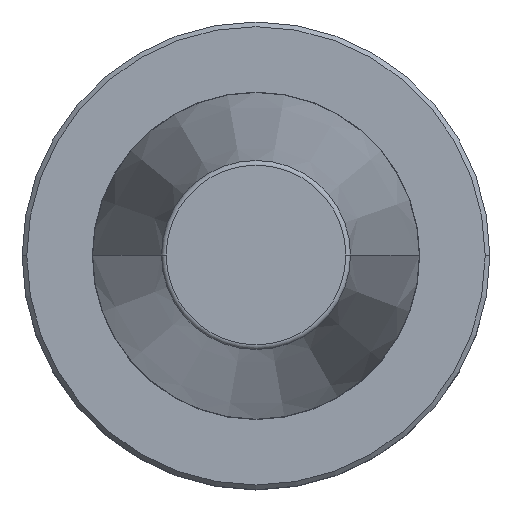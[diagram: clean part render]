
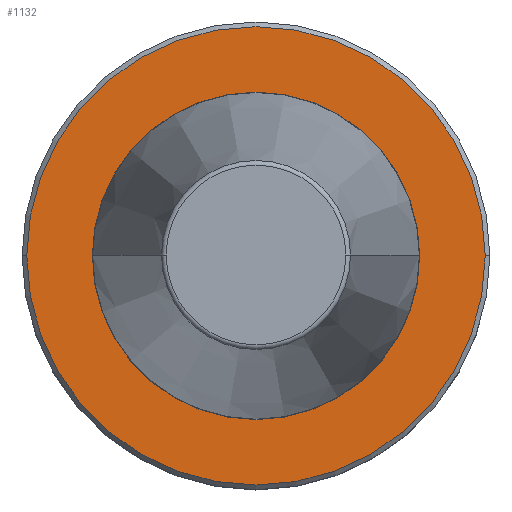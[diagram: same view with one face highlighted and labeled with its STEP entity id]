
A CAD part, top view. The second image highlights one B-rep face of the part: STEP entity #1132.
In plain terms, the highlighted planar face has unit normal (0, 0, 1).
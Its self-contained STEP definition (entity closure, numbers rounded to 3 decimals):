
#75 = VERTEX_POINT ( 'NONE', #1046 ) ;
#80 = AXIS2_PLACEMENT_3D ( 'NONE', #660, #205, #1010 ) ;
#122 = ORIENTED_EDGE ( 'NONE', *, *, #963, .F. ) ;
#131 = ORIENTED_EDGE ( 'NONE', *, *, #1245, .T. ) ;
#157 = AXIS2_PLACEMENT_3D ( 'NONE', #850, #847, #518 ) ;
#173 = DIRECTION ( 'NONE',  ( 1., 0., 0. ) ) ;
#205 = DIRECTION ( 'NONE',  ( 0., 0., 1. ) ) ;
#208 = CARTESIAN_POINT ( 'NONE',  ( 0., 0., -3. ) ) ;
#236 = FACE_BOUND ( 'NONE', #445, .T. ) ;
#279 = EDGE_CURVE ( 'NONE', #75, #1333, #961, .T. ) ;
#404 = DIRECTION ( 'NONE',  ( 1., 0., 0. ) ) ;
#425 = EDGE_CURVE ( 'NONE', #460, #468, #774, .T. ) ;
#445 = EDGE_LOOP ( 'NONE', ( #122, #596 ) ) ;
#451 = AXIS2_PLACEMENT_3D ( 'NONE', #609, #1043, #173 ) ;
#460 = VERTEX_POINT ( 'NONE', #667 ) ;
#468 = VERTEX_POINT ( 'NONE', #896 ) ;
#502 = DIRECTION ( 'NONE',  ( 0., 0., 1. ) ) ;
#511 = CARTESIAN_POINT ( 'NONE',  ( 0., 0., -3. ) ) ;
#518 = DIRECTION ( 'NONE',  ( -1., 0., 0. ) ) ;
#546 = CIRCLE ( 'NONE', #702, 49. ) ;
#587 = AXIS2_PLACEMENT_3D ( 'NONE', #208, #502, #1151 ) ;
#596 = ORIENTED_EDGE ( 'NONE', *, *, #425, .F. ) ;
#609 = CARTESIAN_POINT ( 'NONE',  ( 0., 0., -3. ) ) ;
#631 = PLANE ( 'NONE',  #157 ) ;
#660 = CARTESIAN_POINT ( 'NONE',  ( 0., 0., -3. ) ) ;
#667 = CARTESIAN_POINT ( 'NONE',  ( -35., 0., -3. ) ) ;
#702 = AXIS2_PLACEMENT_3D ( 'NONE', #511, #1131, #404 ) ;
#722 = ORIENTED_EDGE ( 'NONE', *, *, #279, .T. ) ;
#774 = CIRCLE ( 'NONE', #451, 35. ) ;
#843 = CIRCLE ( 'NONE', #587, 35. ) ;
#847 = DIRECTION ( 'NONE',  ( 0., 0., -1. ) ) ;
#850 = CARTESIAN_POINT ( 'NONE',  ( 0., 49., -3. ) ) ;
#896 = CARTESIAN_POINT ( 'NONE',  ( 35., 0., -3. ) ) ;
#943 = EDGE_LOOP ( 'NONE', ( #131, #722 ) ) ;
#961 = CIRCLE ( 'NONE', #80, 49. ) ;
#963 = EDGE_CURVE ( 'NONE', #468, #460, #843, .T. ) ;
#1010 = DIRECTION ( 'NONE',  ( 1., 0., 0. ) ) ;
#1043 = DIRECTION ( 'NONE',  ( 0., 0., 1. ) ) ;
#1046 = CARTESIAN_POINT ( 'NONE',  ( 49., 0., -3. ) ) ;
#1122 = CARTESIAN_POINT ( 'NONE',  ( -49., 0., -3. ) ) ;
#1131 = DIRECTION ( 'NONE',  ( 0., 0., 1. ) ) ;
#1132 = ADVANCED_FACE ( 'NONE', ( #236, #1299 ), #631, .F. ) ;
#1151 = DIRECTION ( 'NONE',  ( 1., 0., 0. ) ) ;
#1245 = EDGE_CURVE ( 'NONE', #1333, #75, #546, .T. ) ;
#1299 = FACE_OUTER_BOUND ( 'NONE', #943, .T. ) ;
#1333 = VERTEX_POINT ( 'NONE', #1122 ) ;
